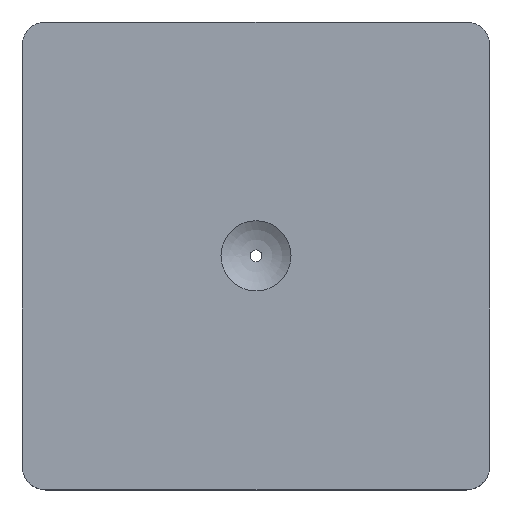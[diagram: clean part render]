
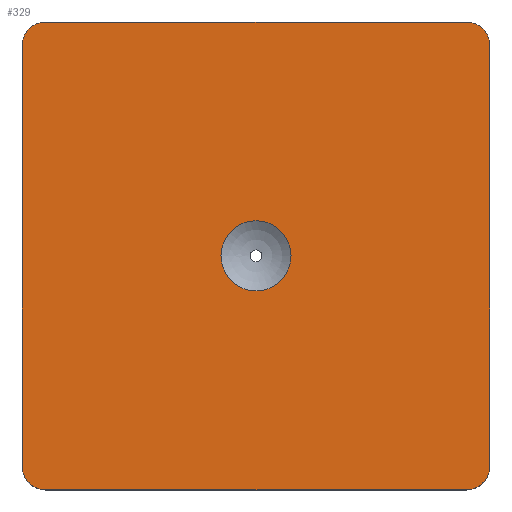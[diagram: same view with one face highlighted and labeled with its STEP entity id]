
A CAD part, top view. The second image highlights one B-rep face of the part: STEP entity #329.
In plain terms, the highlighted planar face has unit normal (0, 0, 1).
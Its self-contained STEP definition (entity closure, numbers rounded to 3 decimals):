
#29=FACE_BOUND('',#77,.T.);
#38=CIRCLE('',#370,5.);
#39=CIRCLE('',#372,5.);
#40=CIRCLE('',#374,5.);
#41=CIRCLE('',#375,5.);
#42=CIRCLE('',#376,7.5);
#53=FACE_OUTER_BOUND('',#76,.T.);
#76=EDGE_LOOP('',(#249,#250,#251,#252,#253,#254,#255,#256));
#77=EDGE_LOOP('',(#257));
#95=LINE('',#513,#122);
#104=LINE('',#551,#131);
#105=LINE('',#555,#132);
#106=LINE('',#558,#133);
#122=VECTOR('',#404,1.);
#131=VECTOR('',#441,1.);
#132=VECTOR('',#444,1.);
#133=VECTOR('',#447,1.);
#149=VERTEX_POINT('',#510);
#150=VERTEX_POINT('',#512);
#163=VERTEX_POINT('',#542);
#164=VERTEX_POINT('',#546);
#165=VERTEX_POINT('',#550);
#166=VERTEX_POINT('',#552);
#167=VERTEX_POINT('',#554);
#168=VERTEX_POINT('',#556);
#169=VERTEX_POINT('',#559);
#179=EDGE_CURVE('',#150,#149,#95,.T.);
#194=EDGE_CURVE('',#150,#163,#38,.T.);
#197=EDGE_CURVE('',#149,#164,#39,.T.);
#198=EDGE_CURVE('',#164,#165,#104,.T.);
#199=EDGE_CURVE('',#165,#166,#40,.T.);
#200=EDGE_CURVE('',#166,#167,#105,.T.);
#201=EDGE_CURVE('',#168,#167,#41,.T.);
#202=EDGE_CURVE('',#168,#163,#106,.T.);
#203=EDGE_CURVE('',#169,#169,#42,.T.);
#249=ORIENTED_EDGE('',*,*,#179,.T.);
#250=ORIENTED_EDGE('',*,*,#197,.T.);
#251=ORIENTED_EDGE('',*,*,#198,.T.);
#252=ORIENTED_EDGE('',*,*,#199,.T.);
#253=ORIENTED_EDGE('',*,*,#200,.T.);
#254=ORIENTED_EDGE('',*,*,#201,.F.);
#255=ORIENTED_EDGE('',*,*,#202,.T.);
#256=ORIENTED_EDGE('',*,*,#194,.F.);
#257=ORIENTED_EDGE('',*,*,#203,.F.);
#317=PLANE('',#373);
#329=ADVANCED_FACE('',(#53,#29),#317,.T.);
#370=AXIS2_PLACEMENT_3D('',#543,#431,#432);
#372=AXIS2_PLACEMENT_3D('',#548,#437,#438);
#373=AXIS2_PLACEMENT_3D('',#549,#439,#440);
#374=AXIS2_PLACEMENT_3D('',#553,#442,#443);
#375=AXIS2_PLACEMENT_3D('',#557,#445,#446);
#376=AXIS2_PLACEMENT_3D('',#560,#448,#449);
#404=DIRECTION('',(0.,-1.,0.));
#431=DIRECTION('center_axis',(0.,0.,-1.));
#432=DIRECTION('ref_axis',(0.,-1.,0.));
#437=DIRECTION('center_axis',(0.,0.,1.));
#438=DIRECTION('ref_axis',(0.,-1.,0.));
#439=DIRECTION('center_axis',(0.,0.,1.));
#440=DIRECTION('ref_axis',(1.,0.,0.));
#441=DIRECTION('',(1.,0.,0.));
#442=DIRECTION('center_axis',(0.,0.,1.));
#443=DIRECTION('ref_axis',(0.,-1.,0.));
#444=DIRECTION('',(0.,1.,0.));
#445=DIRECTION('center_axis',(0.,0.,-1.));
#446=DIRECTION('ref_axis',(0.,-1.,0.));
#447=DIRECTION('',(-1.,0.,0.));
#448=DIRECTION('center_axis',(0.,0.,1.));
#449=DIRECTION('ref_axis',(1.,0.,0.));
#510=CARTESIAN_POINT('',(-50.,-45.,30.));
#512=CARTESIAN_POINT('',(-50.,45.,30.));
#513=CARTESIAN_POINT('',(-50.,50.,30.));
#542=CARTESIAN_POINT('',(-45.,50.,30.));
#543=CARTESIAN_POINT('Origin',(-45.,45.,30.));
#546=CARTESIAN_POINT('',(-45.,-50.,30.));
#548=CARTESIAN_POINT('Origin',(-45.,-45.,30.));
#549=CARTESIAN_POINT('Origin',(0.,0.,30.));
#550=CARTESIAN_POINT('',(45.,-50.,30.));
#551=CARTESIAN_POINT('',(-50.,-50.,30.));
#552=CARTESIAN_POINT('',(50.,-45.,30.));
#553=CARTESIAN_POINT('Origin',(45.,-45.,30.));
#554=CARTESIAN_POINT('',(50.,45.,30.));
#555=CARTESIAN_POINT('',(50.,-50.,30.));
#556=CARTESIAN_POINT('',(45.,50.,30.));
#557=CARTESIAN_POINT('Origin',(45.,45.,30.));
#558=CARTESIAN_POINT('',(50.,50.,30.));
#559=CARTESIAN_POINT('',(-7.5,0.,30.));
#560=CARTESIAN_POINT('Origin',(0.,0.,30.));
